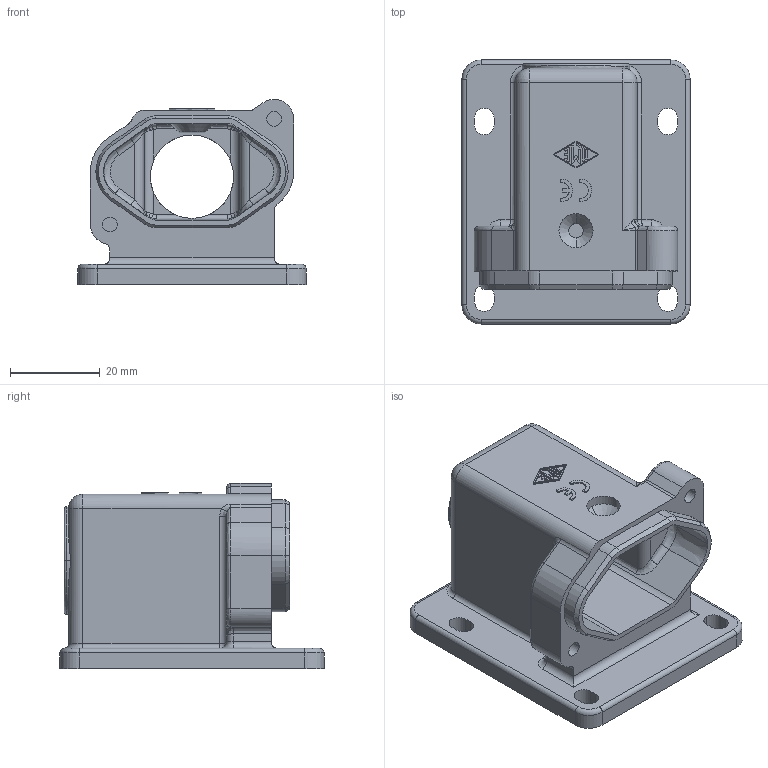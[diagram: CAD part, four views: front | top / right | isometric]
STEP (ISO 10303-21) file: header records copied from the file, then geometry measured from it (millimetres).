
FILE_DESCRIPTION(('CoCreate Modeling STEP Export'),'2;1');
FILE_NAME('MGK IAP20.stp','2009-02-13T15:35:46',(''),(''),'CoCreate Modeling STEP processor for AP214 (Solid Model)','CoCreate Modeling 16.00A 16-Aug-2008 (C) Parametric Technology GmbH','');
FILE_SCHEMA(('AUTOMOTIVE_DESIGN { 1 0 10303 214 1 1 1 1 }'));
Length unit declared in the file: millimetre
Products named in the file (2): 53811
Assembly tree (1 placements, depth 2):
  53811
    53811
Bounding box: 51 x 59 x 41.35 mm (x, y, z)
Volume: 27872.5 mm3; surface area: 18606.7 mm2
Topology: 1 solids, 1 shells, 334 faces, 863 edges, 533 vertices
Faces by surface type: plane 131, cylinder 116, bspline 50, cone 17, torus 11, extrusion 7, sphere 2
Entity records: 16420 total; most frequent: CARTESIAN_POINT 6361, ORIENTED_EDGE 1704, DIRECTION 1318, EDGE_CURVE 852, VERTEX_POINT 533, VECTOR 450, LINE 443, AXIS2_PLACEMENT_3D 434
